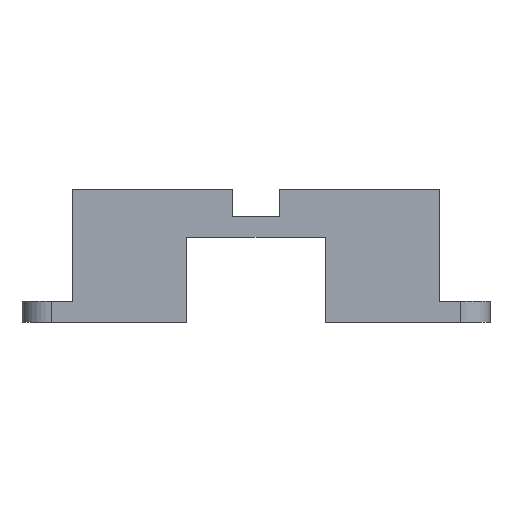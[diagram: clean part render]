
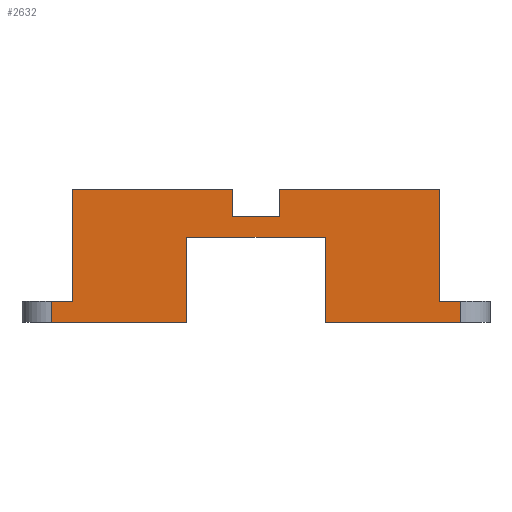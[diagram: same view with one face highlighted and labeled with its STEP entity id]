
A CAD part, left-side view. The second image highlights one B-rep face of the part: STEP entity #2632.
In plain terms, the highlighted planar face has unit normal (-1, 0, 0).
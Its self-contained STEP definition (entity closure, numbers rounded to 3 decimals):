
#70=CARTESIAN_POINT('Vertex',(-63.,38.5,0.)) ;
#73=CARTESIAN_POINT('Line Origine',(-63.,38.5,2.)) ;
#77=CARTESIAN_POINT('Vertex',(-63.,38.5,4.)) ;
#128=CARTESIAN_POINT('Line Origine',(-63.,36.5,4.)) ;
#132=CARTESIAN_POINT('Vertex',(-63.,34.5,4.)) ;
#399=CARTESIAN_POINT('Line Origine',(-63.,-38.5,2.)) ;
#403=CARTESIAN_POINT('Vertex',(-63.,-38.5,0.)) ;
#405=CARTESIAN_POINT('Vertex',(-63.,-38.5,4.)) ;
#429=CARTESIAN_POINT('Vertex',(-63.,-34.5,4.)) ;
#432=CARTESIAN_POINT('Line Origine',(-63.,-36.5,4.)) ;
#853=CARTESIAN_POINT('Vertex',(-63.,4.5,25.)) ;
#856=CARTESIAN_POINT('Line Origine',(-63.,4.5,22.5)) ;
#860=CARTESIAN_POINT('Vertex',(-63.,4.5,20.)) ;
#1214=CARTESIAN_POINT('Vertex',(-63.,34.5,25.)) ;
#1217=CARTESIAN_POINT('Line Origine',(-63.,19.5,25.)) ;
#1257=CARTESIAN_POINT('Line Origine',(-63.,0.,20.)) ;
#1261=CARTESIAN_POINT('Vertex',(-63.,-4.5,20.)) ;
#1364=CARTESIAN_POINT('Line Origine',(-63.,-4.5,22.5)) ;
#1368=CARTESIAN_POINT('Vertex',(-63.,-4.5,25.)) ;
#1586=CARTESIAN_POINT('Vertex',(-63.,-13.,16.)) ;
#1593=CARTESIAN_POINT('Vertex',(-63.,-13.,0.)) ;
#1596=CARTESIAN_POINT('Line Origine',(-63.,-13.,8.)) ;
#1613=CARTESIAN_POINT('Line Origine',(-63.,0.,16.)) ;
#1617=CARTESIAN_POINT('Vertex',(-63.,13.,16.)) ;
#1637=CARTESIAN_POINT('Line Origine',(-63.,13.,8.)) ;
#1641=CARTESIAN_POINT('Vertex',(-63.,13.,0.)) ;
#2013=CARTESIAN_POINT('Line Origine',(-63.,34.5,14.5)) ;
#2038=CARTESIAN_POINT('Line Origine',(-63.,-19.5,25.)) ;
#2042=CARTESIAN_POINT('Vertex',(-63.,-34.5,25.)) ;
#2130=CARTESIAN_POINT('Line Origine',(-63.,-34.5,14.5)) ;
#2583=CARTESIAN_POINT('Axis2P3D Location',(-63.,34.5,0.)) ;
#2588=CARTESIAN_POINT('Line Origine',(-63.,-36.5,0.)) ;
#2592=CARTESIAN_POINT('Vertex',(-63.,-34.5,0.)) ;
#2595=CARTESIAN_POINT('Line Origine',(-63.,36.5,0.)) ;
#2599=CARTESIAN_POINT('Vertex',(-63.,34.5,0.)) ;
#2602=CARTESIAN_POINT('Line Origine',(-63.,23.75,0.)) ;
#2607=CARTESIAN_POINT('Line Origine',(-63.,-23.75,0.)) ;
#74=DIRECTION('Vector Direction',(0.,0.,1.)) ;
#129=DIRECTION('Vector Direction',(0.,-1.,0.)) ;
#400=DIRECTION('Vector Direction',(0.,0.,1.)) ;
#433=DIRECTION('Vector Direction',(0.,1.,0.)) ;
#857=DIRECTION('Vector Direction',(0.,0.,-1.)) ;
#1218=DIRECTION('Vector Direction',(0.,-1.,0.)) ;
#1258=DIRECTION('Vector Direction',(0.,-1.,0.)) ;
#1365=DIRECTION('Vector Direction',(0.,0.,-1.)) ;
#1597=DIRECTION('Vector Direction',(0.,0.,1.)) ;
#1614=DIRECTION('Vector Direction',(0.,-1.,0.)) ;
#1638=DIRECTION('Vector Direction',(0.,0.,1.)) ;
#2014=DIRECTION('Vector Direction',(0.,0.,1.)) ;
#2039=DIRECTION('Vector Direction',(0.,-1.,0.)) ;
#2131=DIRECTION('Vector Direction',(0.,0.,1.)) ;
#2584=DIRECTION('Axis2P3D Direction',(-1.,0.,0.)) ;
#2585=DIRECTION('Axis2P3D XDirection',(0.,-1.,0.)) ;
#2589=DIRECTION('Vector Direction',(0.,1.,0.)) ;
#2596=DIRECTION('Vector Direction',(0.,-1.,0.)) ;
#2603=DIRECTION('Vector Direction',(0.,-1.,0.)) ;
#2608=DIRECTION('Vector Direction',(0.,-1.,0.)) ;
#2586=AXIS2_PLACEMENT_3D('Plane Axis2P3D',#2583,#2584,#2585) ;
#2613=ORIENTED_EDGE('',*,*,#2594,.T.) ;
#2614=ORIENTED_EDGE('',*,*,#407,.T.) ;
#2615=ORIENTED_EDGE('',*,*,#436,.F.) ;
#2616=ORIENTED_EDGE('',*,*,#2134,.T.) ;
#2617=ORIENTED_EDGE('',*,*,#2044,.F.) ;
#2618=ORIENTED_EDGE('',*,*,#1370,.T.) ;
#2619=ORIENTED_EDGE('',*,*,#1263,.F.) ;
#2620=ORIENTED_EDGE('',*,*,#862,.F.) ;
#2621=ORIENTED_EDGE('',*,*,#1221,.F.) ;
#2622=ORIENTED_EDGE('',*,*,#2017,.F.) ;
#2623=ORIENTED_EDGE('',*,*,#134,.F.) ;
#2624=ORIENTED_EDGE('',*,*,#79,.F.) ;
#2625=ORIENTED_EDGE('',*,*,#2601,.T.) ;
#2626=ORIENTED_EDGE('',*,*,#2606,.T.) ;
#2627=ORIENTED_EDGE('',*,*,#1643,.T.) ;
#2628=ORIENTED_EDGE('',*,*,#1619,.T.) ;
#2629=ORIENTED_EDGE('',*,*,#1600,.F.) ;
#2630=ORIENTED_EDGE('',*,*,#2611,.T.) ;
#75=VECTOR('Line Direction',#74,1.) ;
#130=VECTOR('Line Direction',#129,1.) ;
#401=VECTOR('Line Direction',#400,1.) ;
#434=VECTOR('Line Direction',#433,1.) ;
#858=VECTOR('Line Direction',#857,1.) ;
#1219=VECTOR('Line Direction',#1218,1.) ;
#1259=VECTOR('Line Direction',#1258,1.) ;
#1366=VECTOR('Line Direction',#1365,1.) ;
#1598=VECTOR('Line Direction',#1597,1.) ;
#1615=VECTOR('Line Direction',#1614,1.) ;
#1639=VECTOR('Line Direction',#1638,1.) ;
#2015=VECTOR('Line Direction',#2014,1.) ;
#2040=VECTOR('Line Direction',#2039,1.) ;
#2132=VECTOR('Line Direction',#2131,1.) ;
#2590=VECTOR('Line Direction',#2589,1.) ;
#2597=VECTOR('Line Direction',#2596,1.) ;
#2604=VECTOR('Line Direction',#2603,1.) ;
#2609=VECTOR('Line Direction',#2608,1.) ;
#2632=ADVANCED_FACE('Hauptk\X2\00F6\X0\rper',(#2631),#2587,.T.) ;
#79=EDGE_CURVE('',#71,#78,#76,.T.) ;
#134=EDGE_CURVE('',#78,#133,#131,.T.) ;
#407=EDGE_CURVE('',#404,#406,#402,.T.) ;
#436=EDGE_CURVE('',#430,#406,#435,.F.) ;
#862=EDGE_CURVE('',#854,#861,#859,.T.) ;
#1221=EDGE_CURVE('',#1215,#854,#1220,.T.) ;
#1263=EDGE_CURVE('',#861,#1262,#1260,.T.) ;
#1370=EDGE_CURVE('',#1369,#1262,#1367,.T.) ;
#1600=EDGE_CURVE('',#1594,#1587,#1599,.T.) ;
#1619=EDGE_CURVE('',#1618,#1587,#1616,.T.) ;
#1643=EDGE_CURVE('',#1642,#1618,#1640,.T.) ;
#2017=EDGE_CURVE('',#133,#1215,#2016,.T.) ;
#2044=EDGE_CURVE('',#1369,#2043,#2041,.T.) ;
#2134=EDGE_CURVE('',#430,#2043,#2133,.T.) ;
#2594=EDGE_CURVE('',#2593,#404,#2591,.F.) ;
#2601=EDGE_CURVE('',#71,#2600,#2598,.T.) ;
#2606=EDGE_CURVE('',#2600,#1642,#2605,.T.) ;
#2611=EDGE_CURVE('',#1594,#2593,#2610,.T.) ;
#2612=EDGE_LOOP('',(#2613,#2614,#2615,#2616,#2617,#2618,#2619,#2620,#2621,#2622,#2623,#2624,#2625,#2626,#2627,#2628,#2629,#2630)) ;
#2631=FACE_OUTER_BOUND('',#2612,.T.) ;
#76=LINE('Line',#73,#75) ;
#131=LINE('Line',#128,#130) ;
#402=LINE('Line',#399,#401) ;
#435=LINE('Line',#432,#434) ;
#859=LINE('Line',#856,#858) ;
#1220=LINE('Line',#1217,#1219) ;
#1260=LINE('Line',#1257,#1259) ;
#1367=LINE('Line',#1364,#1366) ;
#1599=LINE('Line',#1596,#1598) ;
#1616=LINE('Line',#1613,#1615) ;
#1640=LINE('Line',#1637,#1639) ;
#2016=LINE('Line',#2013,#2015) ;
#2041=LINE('Line',#2038,#2040) ;
#2133=LINE('Line',#2130,#2132) ;
#2591=LINE('Line',#2588,#2590) ;
#2598=LINE('Line',#2595,#2597) ;
#2605=LINE('Line',#2602,#2604) ;
#2610=LINE('Line',#2607,#2609) ;
#2587=PLANE('Plane',#2586) ;
#71=VERTEX_POINT('',#70) ;
#78=VERTEX_POINT('',#77) ;
#133=VERTEX_POINT('',#132) ;
#404=VERTEX_POINT('',#403) ;
#406=VERTEX_POINT('',#405) ;
#430=VERTEX_POINT('',#429) ;
#854=VERTEX_POINT('',#853) ;
#861=VERTEX_POINT('',#860) ;
#1215=VERTEX_POINT('',#1214) ;
#1262=VERTEX_POINT('',#1261) ;
#1369=VERTEX_POINT('',#1368) ;
#1587=VERTEX_POINT('',#1586) ;
#1594=VERTEX_POINT('',#1593) ;
#1618=VERTEX_POINT('',#1617) ;
#1642=VERTEX_POINT('',#1641) ;
#2043=VERTEX_POINT('',#2042) ;
#2593=VERTEX_POINT('',#2592) ;
#2600=VERTEX_POINT('',#2599) ;
